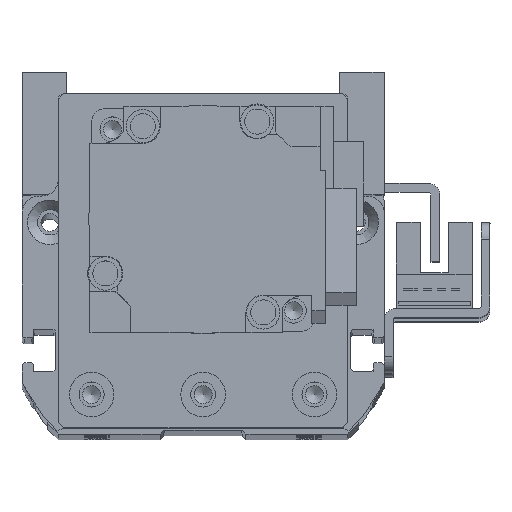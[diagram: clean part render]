
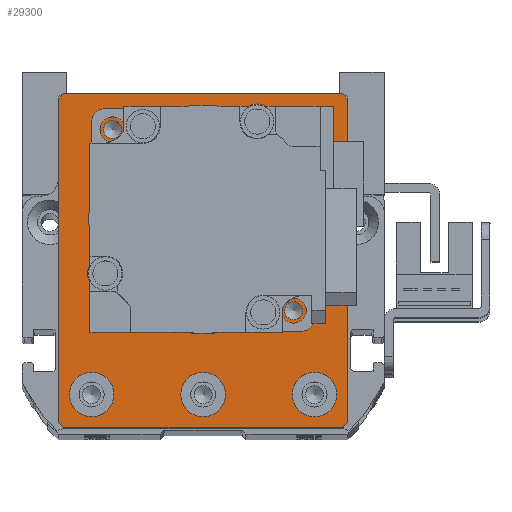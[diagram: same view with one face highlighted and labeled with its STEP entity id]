
A CAD part, top view. The second image highlights one B-rep face of the part: STEP entity #29300.
In plain terms, the highlighted planar face has unit normal (0, 0, 1).
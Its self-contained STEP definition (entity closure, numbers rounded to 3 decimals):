
#1561=FACE_BOUND('',#5969,.T.);
#1562=FACE_BOUND('',#5970,.T.);
#1563=FACE_BOUND('',#5971,.T.);
#1564=FACE_BOUND('',#5972,.T.);
#1565=FACE_BOUND('',#5973,.T.);
#1566=FACE_BOUND('',#5974,.T.);
#1567=FACE_BOUND('',#5975,.T.);
#1568=FACE_BOUND('',#5976,.T.);
#2295=PLANE('',#32894);
#3909=FACE_OUTER_BOUND('',#5968,.T.);
#5968=EDGE_LOOP('',(#27062,#27063,#27064,#27065,#27066,#27067,#27068,#27069));
#5969=EDGE_LOOP('',(#27070));
#5970=EDGE_LOOP('',(#27071));
#5971=EDGE_LOOP('',(#27072));
#5972=EDGE_LOOP('',(#27073));
#5973=EDGE_LOOP('',(#27074));
#5974=EDGE_LOOP('',(#27075));
#5975=EDGE_LOOP('',(#27076));
#5976=EDGE_LOOP('',(#27077));
#8196=LINE('',#52162,#10459);
#8202=LINE('',#52173,#10465);
#8209=LINE('',#52200,#10472);
#8212=LINE('',#52205,#10475);
#8213=LINE('',#52208,#10476);
#8216=LINE('',#52213,#10479);
#8217=LINE('',#52216,#10480);
#8239=LINE('',#52313,#10502);
#10459=VECTOR('',#41563,10.);
#10465=VECTOR('',#41571,10.);
#10472=VECTOR('',#41594,10.);
#10475=VECTOR('',#41599,10.);
#10476=VECTOR('',#41602,10.);
#10479=VECTOR('',#41607,10.);
#10480=VECTOR('',#41610,10.);
#10502=VECTOR('',#41726,10.);
#12105=CIRCLE('',#32857,4.);
#12108=CIRCLE('',#32863,4.);
#12111=CIRCLE('',#32869,4.);
#12113=CIRCLE('',#32874,1.621);
#12115=CIRCLE('',#32878,1.621);
#12117=CIRCLE('',#32882,1.621);
#12119=CIRCLE('',#32886,1.621);
#12122=CIRCLE('',#32892,15.);
#14761=VERTEX_POINT('',#52160);
#14762=VERTEX_POINT('',#52161);
#14766=VERTEX_POINT('',#52171);
#14778=VERTEX_POINT('',#52199);
#14779=VERTEX_POINT('',#52203);
#14780=VERTEX_POINT('',#52207);
#14781=VERTEX_POINT('',#52211);
#14782=VERTEX_POINT('',#52215);
#14789=VERTEX_POINT('',#52238);
#14792=VERTEX_POINT('',#52249);
#14795=VERTEX_POINT('',#52260);
#14798=VERTEX_POINT('',#52271);
#14801=VERTEX_POINT('',#52280);
#14804=VERTEX_POINT('',#52289);
#14807=VERTEX_POINT('',#52298);
#14810=VERTEX_POINT('',#52309);
#18828=EDGE_CURVE('',#14761,#14762,#8196,.T.);
#18834=EDGE_CURVE('',#14761,#14766,#8202,.T.);
#18847=EDGE_CURVE('',#14778,#14766,#8209,.T.);
#18850=EDGE_CURVE('',#14778,#14779,#8212,.T.);
#18851=EDGE_CURVE('',#14780,#14779,#8213,.T.);
#18854=EDGE_CURVE('',#14780,#14781,#8216,.T.);
#18855=EDGE_CURVE('',#14782,#14781,#8217,.T.);
#18865=EDGE_CURVE('',#14789,#14789,#12105,.T.);
#18870=EDGE_CURVE('',#14792,#14792,#12108,.T.);
#18875=EDGE_CURVE('',#14795,#14795,#12111,.T.);
#18880=EDGE_CURVE('',#14798,#14798,#12113,.T.);
#18884=EDGE_CURVE('',#14801,#14801,#12115,.T.);
#18888=EDGE_CURVE('',#14804,#14804,#12117,.T.);
#18892=EDGE_CURVE('',#14807,#14807,#12119,.T.);
#18898=EDGE_CURVE('',#14810,#14810,#12122,.T.);
#18899=EDGE_CURVE('',#14782,#14762,#8239,.T.);
#27062=ORIENTED_EDGE('',*,*,#18828,.F.);
#27063=ORIENTED_EDGE('',*,*,#18834,.T.);
#27064=ORIENTED_EDGE('',*,*,#18847,.F.);
#27065=ORIENTED_EDGE('',*,*,#18850,.T.);
#27066=ORIENTED_EDGE('',*,*,#18851,.F.);
#27067=ORIENTED_EDGE('',*,*,#18854,.T.);
#27068=ORIENTED_EDGE('',*,*,#18855,.F.);
#27069=ORIENTED_EDGE('',*,*,#18899,.T.);
#27070=ORIENTED_EDGE('',*,*,#18865,.T.);
#27071=ORIENTED_EDGE('',*,*,#18870,.T.);
#27072=ORIENTED_EDGE('',*,*,#18875,.T.);
#27073=ORIENTED_EDGE('',*,*,#18880,.T.);
#27074=ORIENTED_EDGE('',*,*,#18884,.T.);
#27075=ORIENTED_EDGE('',*,*,#18888,.T.);
#27076=ORIENTED_EDGE('',*,*,#18892,.T.);
#27077=ORIENTED_EDGE('',*,*,#18898,.T.);
#29300=ADVANCED_FACE('',(#3909,#1561,#1562,#1563,#1564,#1565,#1566,#1567,
#1568),#2295,.T.);
#32857=AXIS2_PLACEMENT_3D('',#52239,#41636,#41637);
#32863=AXIS2_PLACEMENT_3D('',#52250,#41650,#41651);
#32869=AXIS2_PLACEMENT_3D('',#52261,#41664,#41665);
#32874=AXIS2_PLACEMENT_3D('',#52272,#41677,#41678);
#32878=AXIS2_PLACEMENT_3D('',#52281,#41687,#41688);
#32882=AXIS2_PLACEMENT_3D('',#52290,#41697,#41698);
#32886=AXIS2_PLACEMENT_3D('',#52299,#41707,#41708);
#32892=AXIS2_PLACEMENT_3D('',#52311,#41722,#41723);
#32894=AXIS2_PLACEMENT_3D('',#52314,#41727,#41728);
#41563=DIRECTION('',(0.707,0.707,0.));
#41571=DIRECTION('',(0.,-1.,0.));
#41594=DIRECTION('',(-0.707,0.707,0.));
#41599=DIRECTION('',(1.,0.,0.));
#41602=DIRECTION('',(-0.707,-0.707,0.));
#41607=DIRECTION('',(0.,1.,0.));
#41610=DIRECTION('',(0.707,-0.707,0.));
#41636=DIRECTION('center_axis',(0.,0.,-1.));
#41637=DIRECTION('ref_axis',(1.,0.,0.));
#41650=DIRECTION('center_axis',(0.,0.,-1.));
#41651=DIRECTION('ref_axis',(1.,0.,0.));
#41664=DIRECTION('center_axis',(0.,0.,-1.));
#41665=DIRECTION('ref_axis',(1.,0.,0.));
#41677=DIRECTION('center_axis',(0.,0.,-1.));
#41678=DIRECTION('ref_axis',(1.,0.,0.));
#41687=DIRECTION('center_axis',(0.,0.,-1.));
#41688=DIRECTION('ref_axis',(1.,0.,0.));
#41697=DIRECTION('center_axis',(0.,0.,-1.));
#41698=DIRECTION('ref_axis',(1.,0.,0.));
#41707=DIRECTION('center_axis',(0.,0.,-1.));
#41708=DIRECTION('ref_axis',(1.,0.,0.));
#41722=DIRECTION('center_axis',(0.,0.,-1.));
#41723=DIRECTION('ref_axis',(-1.,0.,0.));
#41726=DIRECTION('',(-1.,0.,0.));
#41727=DIRECTION('center_axis',(0.,0.,1.));
#41728=DIRECTION('ref_axis',(1.,0.,0.));
#52160=CARTESIAN_POINT('',(-26.,29.,12.5));
#52161=CARTESIAN_POINT('',(-25.,30.,12.5));
#52162=CARTESIAN_POINT('',(-26.5,28.5,12.5));
#52171=CARTESIAN_POINT('',(-26.,-29.,12.5));
#52173=CARTESIAN_POINT('',(-26.,30.,12.5));
#52199=CARTESIAN_POINT('',(-25.,-30.,12.5));
#52200=CARTESIAN_POINT('',(-26.5,-28.5,12.5));
#52203=CARTESIAN_POINT('',(25.,-30.,12.5));
#52205=CARTESIAN_POINT('',(-26.,-30.,12.5));
#52207=CARTESIAN_POINT('',(26.,-29.,12.5));
#52208=CARTESIAN_POINT('',(26.5,-28.5,12.5));
#52211=CARTESIAN_POINT('',(26.,29.,12.5));
#52213=CARTESIAN_POINT('',(26.,-30.,12.5));
#52215=CARTESIAN_POINT('',(25.,30.,12.5));
#52216=CARTESIAN_POINT('',(26.5,28.5,12.5));
#52238=CARTESIAN_POINT('',(16.,-24.,12.5));
#52239=CARTESIAN_POINT('Origin',(20.,-24.,12.5));
#52249=CARTESIAN_POINT('',(-24.,-24.,12.5));
#52250=CARTESIAN_POINT('Origin',(-20.,-24.,12.5));
#52260=CARTESIAN_POINT('',(-4.,-24.,12.5));
#52261=CARTESIAN_POINT('Origin',(0.,-24.,12.5));
#52271=CARTESIAN_POINT('',(14.642,-8.963,12.5));
#52272=CARTESIAN_POINT('Origin',(16.263,-8.963,12.5));
#52280=CARTESIAN_POINT('',(-17.884,23.563,12.5));
#52281=CARTESIAN_POINT('Origin',(-16.263,23.563,12.5));
#52289=CARTESIAN_POINT('',(14.642,23.563,12.5));
#52290=CARTESIAN_POINT('Origin',(16.263,23.563,12.5));
#52298=CARTESIAN_POINT('',(-17.884,-8.963,12.5));
#52299=CARTESIAN_POINT('Origin',(-16.263,-8.963,12.5));
#52309=CARTESIAN_POINT('',(15.,7.3,12.5));
#52311=CARTESIAN_POINT('Origin',(0.,7.3,12.5));
#52313=CARTESIAN_POINT('',(26.,30.,12.5));
#52314=CARTESIAN_POINT('Origin',(0.,0.,12.5));
